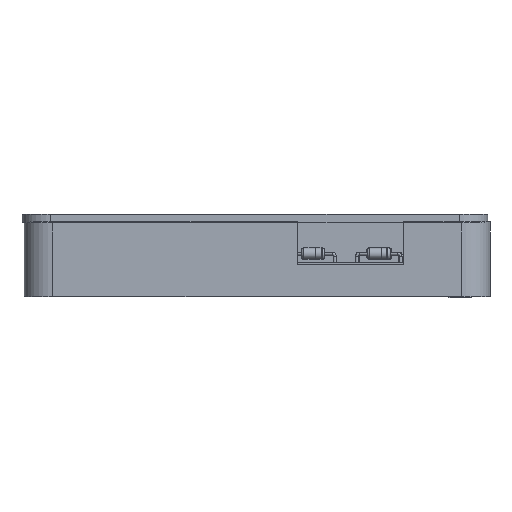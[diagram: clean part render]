
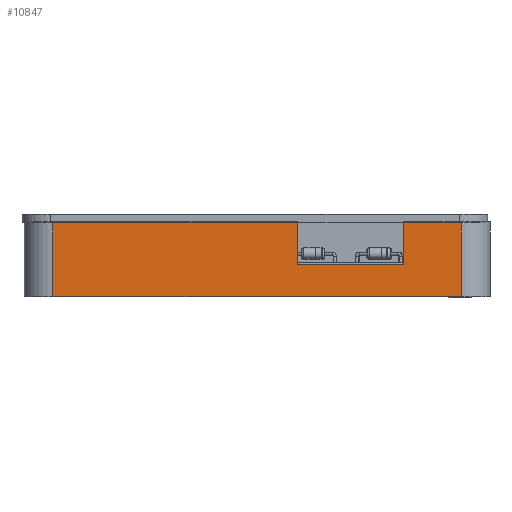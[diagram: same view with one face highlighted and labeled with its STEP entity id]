
A CAD part, left-side view. The second image highlights one B-rep face of the part: STEP entity #10847.
In plain terms, the highlighted planar face has unit normal (-1, 0, 0).
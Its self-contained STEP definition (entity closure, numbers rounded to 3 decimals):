
#1682=FACE_OUTER_BOUND('',#2278,.T.);
#2278=EDGE_LOOP('',(#9036,#9037,#9038,#9039,#9040,#9041,#9042,#9043));
#2780=LINE('',#15003,#3680);
#3277=LINE('',#19206,#4177);
#3285=LINE('',#19222,#4185);
#3290=LINE('',#19240,#4190);
#3291=LINE('',#19242,#4191);
#3292=LINE('',#19244,#4192);
#3293=LINE('',#19246,#4193);
#3294=LINE('',#19247,#4194);
#3680=VECTOR('',#11949,10.);
#4177=VECTOR('',#12734,10.);
#4185=VECTOR('',#12742,10.);
#4190=VECTOR('',#12763,10.);
#4191=VECTOR('',#12766,10.);
#4192=VECTOR('',#12767,10.);
#4193=VECTOR('',#12768,10.);
#4194=VECTOR('',#12769,10.);
#4601=VERTEX_POINT('',#15000);
#4602=VERTEX_POINT('',#15002);
#5143=VERTEX_POINT('',#19203);
#5144=VERTEX_POINT('',#19205);
#5151=VERTEX_POINT('',#19219);
#5152=VERTEX_POINT('',#19221);
#5158=VERTEX_POINT('',#19243);
#5159=VERTEX_POINT('',#19245);
#5698=EDGE_CURVE('',#4602,#4601,#2780,.T.);
#6506=EDGE_CURVE('',#5143,#5144,#3277,.T.);
#6514=EDGE_CURVE('',#5151,#5152,#3285,.T.);
#6524=EDGE_CURVE('',#4602,#5143,#3290,.T.);
#6525=EDGE_CURVE('',#5152,#4601,#3291,.T.);
#6526=EDGE_CURVE('',#5151,#5158,#3292,.T.);
#6527=EDGE_CURVE('',#5158,#5159,#3293,.T.);
#6528=EDGE_CURVE('',#5159,#5144,#3294,.T.);
#9036=ORIENTED_EDGE('',*,*,#6524,.F.);
#9037=ORIENTED_EDGE('',*,*,#5698,.T.);
#9038=ORIENTED_EDGE('',*,*,#6525,.F.);
#9039=ORIENTED_EDGE('',*,*,#6514,.F.);
#9040=ORIENTED_EDGE('',*,*,#6526,.T.);
#9041=ORIENTED_EDGE('',*,*,#6527,.T.);
#9042=ORIENTED_EDGE('',*,*,#6528,.T.);
#9043=ORIENTED_EDGE('',*,*,#6506,.F.);
#10434=PLANE('',#11296);
#10847=ADVANCED_FACE('',(#1682),#10434,.T.);
#11296=AXIS2_PLACEMENT_3D('',#19241,#12764,#12765);
#11949=DIRECTION('',(0.,-1.,0.));
#12734=DIRECTION('',(0.,-1.,0.));
#12742=DIRECTION('',(0.,-1.,0.));
#12763=DIRECTION('',(0.,0.,1.));
#12764=DIRECTION('center_axis',(-1.,0.,0.));
#12765=DIRECTION('ref_axis',(0.,-1.,0.));
#12766=DIRECTION('',(0.,0.,-1.));
#12767=DIRECTION('',(0.,0.,-1.));
#12768=DIRECTION('',(0.,1.,0.));
#12769=DIRECTION('',(0.,0.,1.));
#15000=CARTESIAN_POINT('',(65.623,-96.3,-4.39));
#15002=CARTESIAN_POINT('',(65.623,-25.2,-4.39));
#15003=CARTESIAN_POINT('',(65.623,-20.2,-4.39));
#19203=CARTESIAN_POINT('',(65.623,-25.2,8.61));
#19205=CARTESIAN_POINT('',(65.623,-67.719,8.61));
#19206=CARTESIAN_POINT('',(65.623,-20.2,8.61));
#19219=CARTESIAN_POINT('',(65.623,-86.219,8.61));
#19221=CARTESIAN_POINT('',(65.623,-96.3,8.61));
#19222=CARTESIAN_POINT('',(65.623,-20.2,8.61));
#19240=CARTESIAN_POINT('',(65.623,-25.2,-4.39));
#19241=CARTESIAN_POINT('Origin',(65.623,-20.2,-4.39));
#19242=CARTESIAN_POINT('',(65.623,-96.3,-4.39));
#19243=CARTESIAN_POINT('',(65.623,-86.219,1.11));
#19244=CARTESIAN_POINT('',(65.623,-86.219,2.11));
#19245=CARTESIAN_POINT('',(65.623,-67.719,1.11));
#19246=CARTESIAN_POINT('',(65.623,-48.585,1.11));
#19247=CARTESIAN_POINT('',(65.623,-67.719,2.11));
